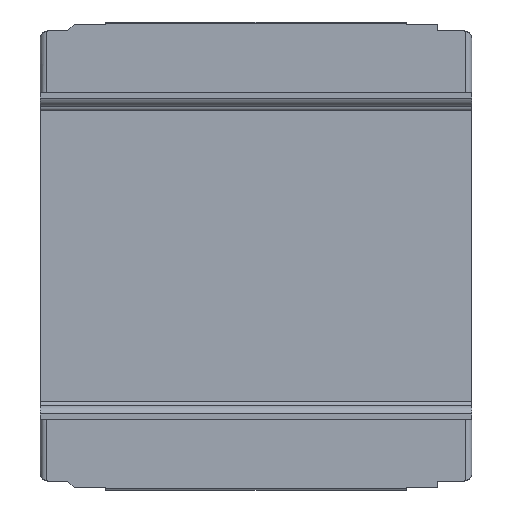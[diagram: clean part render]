
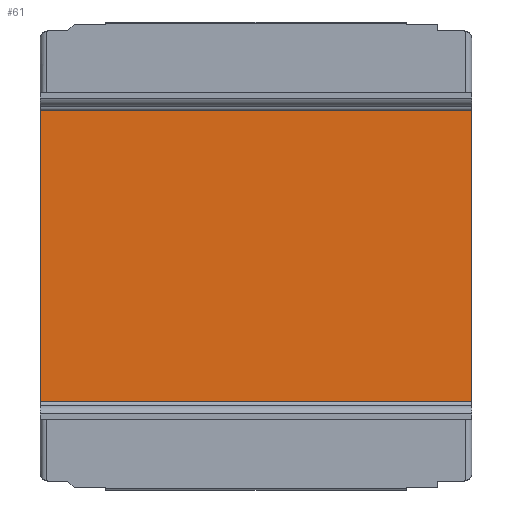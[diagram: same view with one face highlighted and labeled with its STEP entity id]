
A CAD part, front view. The second image highlights one B-rep face of the part: STEP entity #61.
In plain terms, the highlighted planar face has unit normal (0, -1, 0).
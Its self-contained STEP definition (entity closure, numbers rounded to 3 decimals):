
#57 = VERTEX_POINT ( 'NONE', #9559 ) ;
#59 = ORIENTED_EDGE ( 'NONE', *, *, #62, .T. ) ;
#60 = EDGE_LOOP ( 'NONE', ( #59, #159, #156, #10718 ) ) ;
#61 = ADVANCED_FACE ( 'NONE', ( #9554 ), #9553, .F. ) ;
#62 = EDGE_CURVE ( 'NONE', #21176, #57, #9548, .T. ) ;
#156 = ORIENTED_EDGE ( 'NONE', *, *, #5603, .T. ) ;
#158 = EDGE_CURVE ( 'NONE', #14049, #57, #9898, .T. ) ;
#159 = ORIENTED_EDGE ( 'NONE', *, *, #158, .F. ) ;
#578 = CARTESIAN_POINT ( 'NONE',  ( -77.65, 9.5, 20.369 ) ) ;
#830 = CARTESIAN_POINT ( 'NONE',  ( -77.65, 9.5, -20.369 ) ) ;
#875 = CARTESIAN_POINT ( 'NONE',  ( -22.35, 9.5, -20.369 ) ) ;
#881 = DIRECTION ( 'NONE',  ( 1., 0., 0. ) ) ;
#882 = VECTOR ( 'NONE', #881, 1000. ) ;
#883 = CARTESIAN_POINT ( 'NONE',  ( -77.65, 9.5, -20.369 ) ) ;
#884 = LINE ( 'NONE', #883, #882 ) ;
#5603 = EDGE_CURVE ( 'NONE', #14049, #21135, #10021, .T. ) ;
#9546 = VECTOR ( 'NONE', #9609, 1000. ) ;
#9547 = CARTESIAN_POINT ( 'NONE',  ( -22.35, 9.5, -21. ) ) ;
#9548 = LINE ( 'NONE', #9547, #9546 ) ;
#9549 = DIRECTION ( 'NONE',  ( 0., 0., 1. ) ) ;
#9550 = DIRECTION ( 'NONE',  ( 0., 1., 0. ) ) ;
#9551 = CARTESIAN_POINT ( 'NONE',  ( -45.5, 9.5, 11.5 ) ) ;
#9552 = AXIS2_PLACEMENT_3D ( 'NONE', #9551, #9550, #9549 ) ;
#9553 = PLANE ( 'NONE',  #9552 ) ;
#9554 = FACE_OUTER_BOUND ( 'NONE', #60, .T. ) ;
#9559 = CARTESIAN_POINT ( 'NONE',  ( -22.35, 9.5, 20.369 ) ) ;
#9609 = DIRECTION ( 'NONE',  ( 0., 0., 1. ) ) ;
#9884 = DIRECTION ( 'NONE',  ( 1., 0., 0. ) ) ;
#9885 = VECTOR ( 'NONE', #9884, 1000. ) ;
#9886 = CARTESIAN_POINT ( 'NONE',  ( -77.65, 9.5, 20.369 ) ) ;
#9898 = LINE ( 'NONE', #9886, #9885 ) ;
#10018 = DIRECTION ( 'NONE',  ( 0., 0., -1. ) ) ;
#10019 = VECTOR ( 'NONE', #10018, 1000. ) ;
#10020 = CARTESIAN_POINT ( 'NONE',  ( -77.65, 9.5, -21. ) ) ;
#10021 = LINE ( 'NONE', #10020, #10019 ) ;
#10718 = ORIENTED_EDGE ( 'NONE', *, *, #21174, .T. ) ;
#14049 = VERTEX_POINT ( 'NONE', #578 ) ;
#21135 = VERTEX_POINT ( 'NONE', #830 ) ;
#21174 = EDGE_CURVE ( 'NONE', #21135, #21176, #884, .T. ) ;
#21176 = VERTEX_POINT ( 'NONE', #875 ) ;
